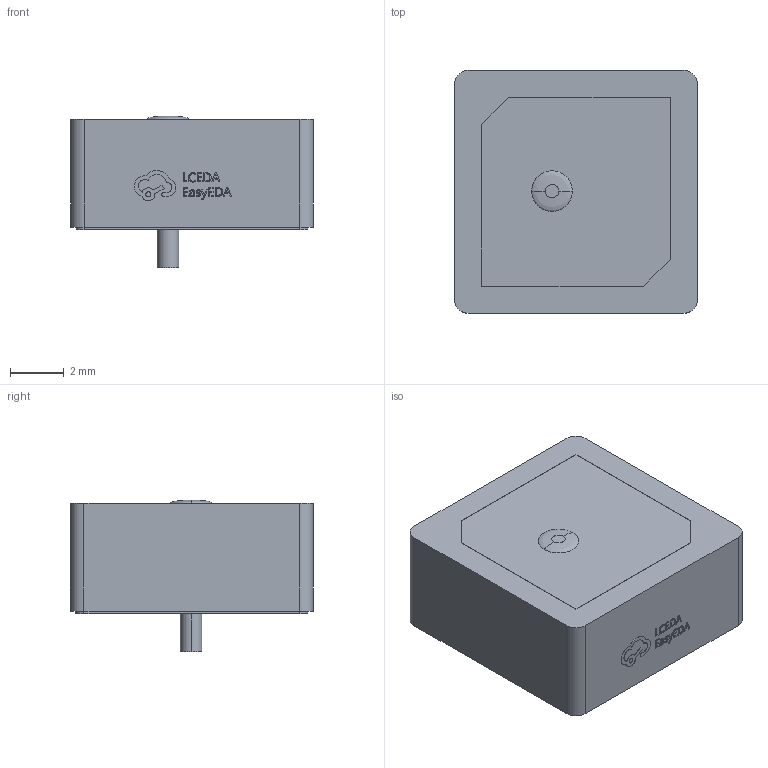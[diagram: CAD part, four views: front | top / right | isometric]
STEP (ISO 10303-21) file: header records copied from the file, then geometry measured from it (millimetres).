
FILE_DESCRIPTION (( 'STEP AP214' ), '1' );
FILE_NAME ('ANT-TH_L9.0-W9.0_BWGNSCNX9-9W2.STEP', '2022-11-06T00:26:38', ( '' ), ( '' ), 'SwSTEP 2.0', 'SolidWorks 2020', '' );
FILE_SCHEMA (( 'AUTOMOTIVE_DESIGN' ));
Length unit declared in the file: millimetre
Products named in the file (1): ANT-TH_L9.0-W9.0_BWGNSCNX9-9W2
Bounding box: 9 x 9.01 x 5.61 mm (x, y, z)
Volume: 331.7 mm3; surface area: 310.3 mm2
Topology: 1 solids, 1 shells, 261 faces, 703 edges, 468 vertices
Faces by surface type: plane 147, bspline 100, cylinder 12, torus 2
Entity records: 11782 total; most frequent: CARTESIAN_POINT 2997, ORIENTED_EDGE 1406, DIRECTION 849, EDGE_CURVE 703, VECTOR 469, LINE 469, VERTEX_POINT 468, EDGE_LOOP 285
